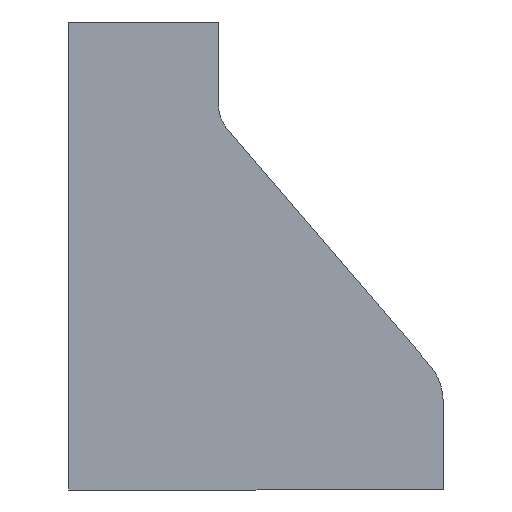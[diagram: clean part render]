
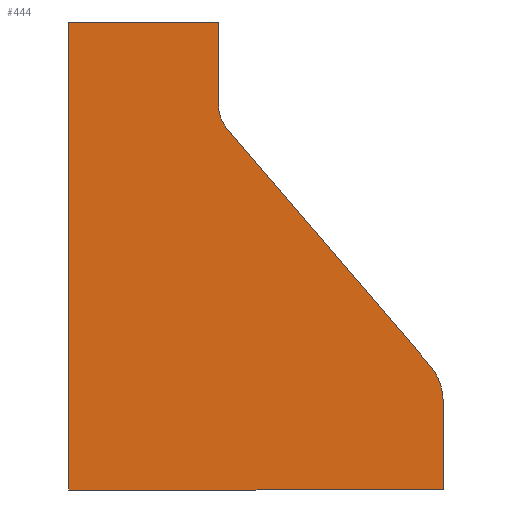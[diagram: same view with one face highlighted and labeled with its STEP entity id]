
A CAD part, front view. The second image highlights one B-rep face of the part: STEP entity #444.
In plain terms, the highlighted planar face has unit normal (0, -1, 0).
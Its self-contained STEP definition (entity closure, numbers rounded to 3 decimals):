
#8 = ORIENTED_EDGE ( 'NONE', *, *, #356, .F. ) ;
#14 = ORIENTED_EDGE ( 'NONE', *, *, #400, .T. ) ;
#20 = ORIENTED_EDGE ( 'NONE', *, *, #362, .T. ) ;
#31 = ORIENTED_EDGE ( 'NONE', *, *, #357, .T. ) ;
#33 = ORIENTED_EDGE ( 'NONE', *, *, #343, .F. ) ;
#39 = ORIENTED_EDGE ( 'NONE', *, *, #380, .T. ) ;
#44 = ORIENTED_EDGE ( 'NONE', *, *, #393, .T. ) ;
#45 = ORIENTED_EDGE ( 'NONE', *, *, #348, .F. ) ;
#181 = VERTEX_POINT ( 'NONE', #784 ) ;
#190 = VERTEX_POINT ( 'NONE', #805 ) ;
#196 = VERTEX_POINT ( 'NONE', #776 ) ;
#215 = VERTEX_POINT ( 'NONE', #798 ) ;
#223 = VERTEX_POINT ( 'NONE', #1733 ) ;
#343 = EDGE_CURVE ( 'NONE', #223, #1485, #1514, .T. ) ;
#348 = EDGE_CURVE ( 'NONE', #190, #223, #1530, .T. ) ;
#356 = EDGE_CURVE ( 'NONE', #1477, #190, #1544, .T. ) ;
#357 = EDGE_CURVE ( 'NONE', #181, #1504, #1546, .T. ) ;
#362 = EDGE_CURVE ( 'NONE', #196, #181, #1553, .T. ) ;
#380 = EDGE_CURVE ( 'NONE', #1504, #1485, #1586, .T. ) ;
#393 = EDGE_CURVE ( 'NONE', #215, #196, #505, .T. ) ;
#400 = EDGE_CURVE ( 'NONE', #1477, #215, #517, .T. ) ;
#444 = ADVANCED_FACE ( 'NONE', ( #592 ), #1250, .F. ) ;
#505 = CIRCLE ( 'NONE', #1611, 30. ) ;
#517 = LINE ( 'NONE', #1135, #519 ) ;
#519 = VECTOR ( 'NONE', #1117, 1000. ) ;
#592 = FACE_OUTER_BOUND ( 'NONE', #1447, .T. ) ;
#776 = CARTESIAN_POINT ( 'NONE',  ( 232.778, 0., -183.245 ) ) ;
#784 = CARTESIAN_POINT ( 'NONE',  ( 124.815, 0., -57.288 ) ) ;
#798 = CARTESIAN_POINT ( 'NONE',  ( 240., 0., -202.768 ) ) ;
#805 = CARTESIAN_POINT ( 'NONE',  ( 40., 0., -250. ) ) ;
#927 = CARTESIAN_POINT ( 'NONE',  ( 240., 0., -250. ) ) ;
#934 = CARTESIAN_POINT ( 'NONE',  ( 120., 0., 0. ) ) ;
#953 = CARTESIAN_POINT ( 'NONE',  ( 120., 0., -44.272 ) ) ;
#1093 = CARTESIAN_POINT ( 'NONE',  ( 120., 0., 0. ) ) ;
#1094 = DIRECTION ( 'NONE',  ( 0., 0., 1. ) ) ;
#1117 = DIRECTION ( 'NONE',  ( 0., 0., 1. ) ) ;
#1124 = CARTESIAN_POINT ( 'NONE',  ( 210., 0., -202.768 ) ) ;
#1125 = DIRECTION ( 'NONE',  ( 0., -1., 0. ) ) ;
#1126 = DIRECTION ( 'NONE',  ( 0., 0., 1. ) ) ;
#1135 = CARTESIAN_POINT ( 'NONE',  ( 240., 0., -202.768 ) ) ;
#1243 = CARTESIAN_POINT ( 'NONE',  ( -60., 0., -44.272 ) ) ;
#1250 = PLANE ( 'NONE',  #1660 ) ;
#1252 = DIRECTION ( 'NONE',  ( 0., 1., 0. ) ) ;
#1253 = DIRECTION ( 'NONE',  ( 0., 0., 1. ) ) ;
#1447 = EDGE_LOOP ( 'NONE', ( #33, #45, #8, #14, #44, #20, #31, #39 ) ) ;
#1477 = VERTEX_POINT ( 'NONE', #927 ) ;
#1485 = VERTEX_POINT ( 'NONE', #934 ) ;
#1504 = VERTEX_POINT ( 'NONE', #953 ) ;
#1514 = LINE ( 'NONE', #1750, #1524 ) ;
#1524 = VECTOR ( 'NONE', #1757, 1000. ) ;
#1530 = LINE ( 'NONE', #1759, #1533 ) ;
#1533 = VECTOR ( 'NONE', #1761, 1000. ) ;
#1544 = LINE ( 'NONE', #1700, #1547 ) ;
#1546 = CIRCLE ( 'NONE', #1622, 20. ) ;
#1547 = VECTOR ( 'NONE', #1685, 1000. ) ;
#1553 = LINE ( 'NONE', #1689, #1557 ) ;
#1557 = VECTOR ( 'NONE', #1694, 1000. ) ;
#1586 = LINE ( 'NONE', #1093, #1589 ) ;
#1589 = VECTOR ( 'NONE', #1094, 1000. ) ;
#1611 = AXIS2_PLACEMENT_3D ( 'NONE', #1124, #1125, #1126 ) ;
#1622 = AXIS2_PLACEMENT_3D ( 'NONE', #1729, #1739, #1740 ) ;
#1660 = AXIS2_PLACEMENT_3D ( 'NONE', #1243, #1252, #1253 ) ;
#1685 = DIRECTION ( 'NONE',  ( -1., 0., 0. ) ) ;
#1689 = CARTESIAN_POINT ( 'NONE',  ( 124.815, 0., -57.288 ) ) ;
#1694 = DIRECTION ( 'NONE',  ( -0.651, 0., 0.759 ) ) ;
#1700 = CARTESIAN_POINT ( 'NONE',  ( -160., 0., -250. ) ) ;
#1729 = CARTESIAN_POINT ( 'NONE',  ( 140., 0., -44.272 ) ) ;
#1733 = CARTESIAN_POINT ( 'NONE',  ( 40., 0., 0. ) ) ;
#1739 = DIRECTION ( 'NONE',  ( 0., 1., 0. ) ) ;
#1740 = DIRECTION ( 'NONE',  ( 0., 0., 1. ) ) ;
#1750 = CARTESIAN_POINT ( 'NONE',  ( -40., 0., 0. ) ) ;
#1757 = DIRECTION ( 'NONE',  ( 1., 0., 0. ) ) ;
#1759 = CARTESIAN_POINT ( 'NONE',  ( 40., 0., 0. ) ) ;
#1761 = DIRECTION ( 'NONE',  ( 0., 0., 1. ) ) ;
